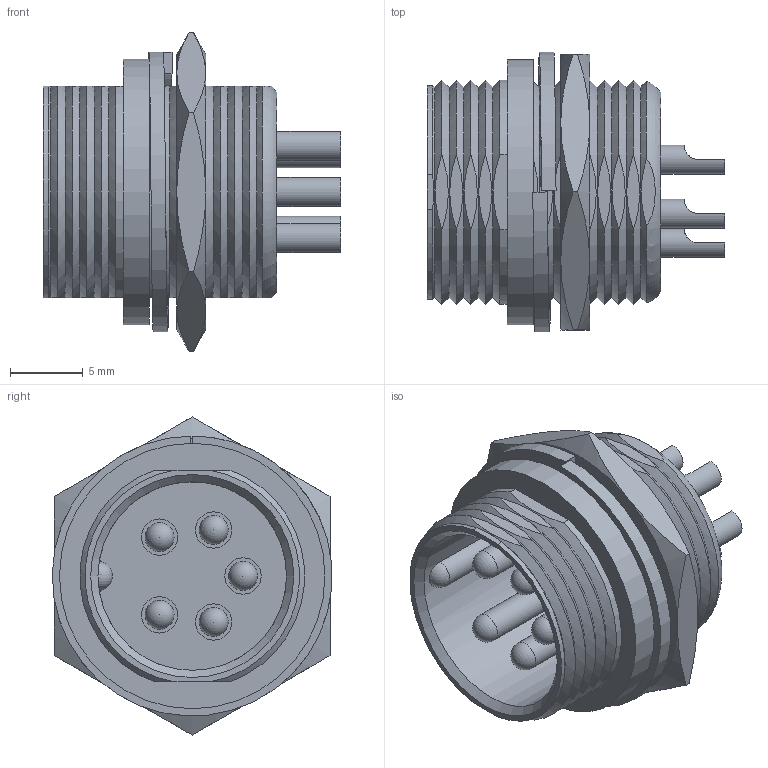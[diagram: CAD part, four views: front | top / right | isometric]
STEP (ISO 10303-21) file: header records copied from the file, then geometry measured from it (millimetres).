
FILE_DESCRIPTION(/* description */ ('STEP AP203'),/* implementation_level */ '2;1');
FILE_NAME(/* name */ 'FC684205 TIM.stp',/* time_stamp */ '2022-05-04T12:50:34+01:00',/* author */ ('tottley'),/* organization */ (''),/* preprocessor_version */ 'ST-DEVELOPER v18.1',/* originating_system */ 'Autodesk Inventor 2022',/* authorisation */ '');
FILE_SCHEMA (('AUTOMOTIVE_DESIGN { 1 0 10303 214 3 1 1 }'));
Length unit declared in the file: millimetre
Products named in the file (6): FC684205; ¥»Ê^; Á³¥À; SPµØ¥q; 5 Pin Body; PIN(5)
Assembly tree (9 placements, depth 2):
  FC684205
    ¥»Ê^
    Á³¥À
    SPµØ¥q
    5 Pin Body
    PIN(5)  x5
Bounding box: 20.5 x 19.27 x 21.94 mm (x, y, z)
Volume: 2010.4 mm3; surface area: 3980.1 mm2
Topology: 9 solids, 9 shells, 269 faces, 696 edges, 459 vertices
Faces by surface type: plane 130, bspline 48, cone 43, cylinder 41, sphere 6, torus 1
Full cylindrical faces by diameter (mm): 1.3 x5, 2 x10, 2.5 x10, 13 x1, 13.3 x1, 13.5 x1, 18.3 x1
Entity records: 8445 total; most frequent: CARTESIAN_POINT 3202, ORIENTED_EDGE 1174, DIRECTION 881, EDGE_CURVE 587, VERTEX_POINT 387, AXIS2_PLACEMENT_3D 310, LINE 261, VECTOR 261
